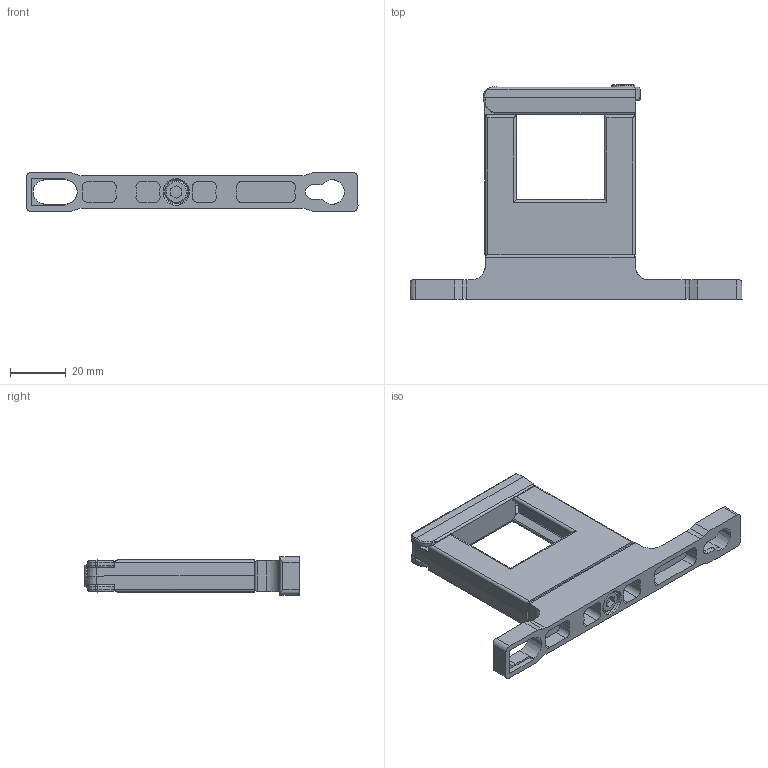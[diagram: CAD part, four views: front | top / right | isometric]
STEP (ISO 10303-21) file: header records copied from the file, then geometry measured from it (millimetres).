
FILE_DESCRIPTION (( 'STEP AP203' ), '1' );
FILE_NAME ('840014-52KIT.step', '2023-05-18T18:01:30', ( '' ), ( '' ), 'SwSTEP 2.0', 'SolidWorks 2021', '' );
FILE_SCHEMA (( 'CONFIG_CONTROL_DESIGN' ));
Length unit declared in the file: inch
Products named in the file (1): 840014-52KIT
Bounding box: 119.26 x 77.15 x 14 mm (x, y, z)
Volume: 34724.4 mm3; surface area: 16894.3 mm2
Topology: 1 solids, 3 shells, 293 faces, 768 edges, 489 vertices
Faces by surface type: plane 139, cylinder 109, cone 30, bspline 15
Entity records: 9499 total; most frequent: CARTESIAN_POINT 2387, ORIENTED_EDGE 1536, DIRECTION 1400, EDGE_CURVE 768, VERTEX_POINT 489, AXIS2_PLACEMENT_3D 469, LINE 462, VECTOR 462
